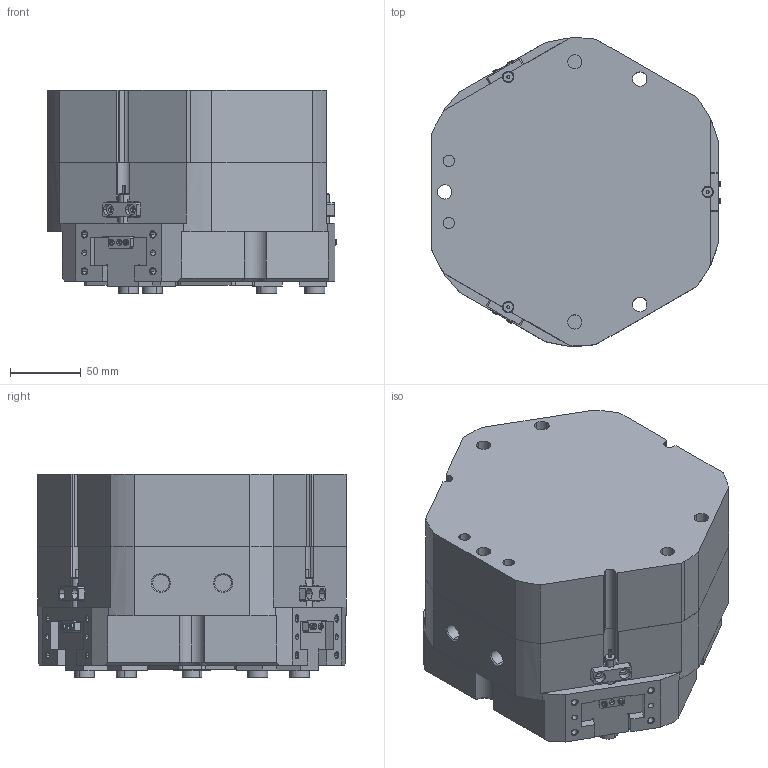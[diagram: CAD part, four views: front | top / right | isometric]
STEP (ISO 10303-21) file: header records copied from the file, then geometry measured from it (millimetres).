
FILE_DESCRIPTION (( 'STEP AP203' ), '1' );
FILE_NAME ('TZ160-218-S-NO.STEP', '2025-01-07T07:06:55', ( 'USER-' ), ( 'Microsoft' ), 'SwSTEP 2.0', 'SolidWorks 2018', '' );
FILE_SCHEMA (( 'CONFIG_CONTROL_DESIGN' ));
Length unit declared in the file: millimetre
Products named in the file (12): TZ160-218-M-06 笢猾啣; M8-30諉輪羲壽; TZ160-218-S-02 賑輸; TZ160-218-S杅耀; 35x18-R3; TZ160-218-S-NO; 14x10-10隅弇杶; TZ160BS-1-03 菁窒晊扥裔; TR300-15-1晚假蚾輸; 埴翐芛蹟佪_GB_FASTENER_SCREWS_HSHCS M2X8-N; 潔擒18-M4羲壽揤极; TZ160-218-M-01 褲极
Assembly tree (29 placements, depth 3):
  TZ160-218-S-NO
    TZ160BS-1-03 菁窒晊扥裔
    TZ160-218-S杅耀
      TZ160-218-M-01 褲极
      TZ160-218-S-02 賑輸  x3
      TZ160-218-M-06 笢猾啣
      14x10-10隅弇杶  x6
      TR300-15-1晚假蚾輸  x3
      潔擒18-M4羲壽揤极  x3
      M8-30諉輪羲壽  x3
      35x18-R3
      埴翐芛蹟佪_GB_FASTENER_SCREWS_HSHCS M2X8-N  x6
Bounding box: 203.8 x 217.99 x 144 mm (x, y, z)
Volume: 4342866 mm3; surface area: 366520.9 mm2
Topology: 28 solids, 54 shells, 1686 faces, 4267 edges, 2653 vertices
Faces by surface type: plane 730, cylinder 448, cone 341, bspline 155, torus 12
Entity records: 44255 total; most frequent: CARTESIAN_POINT 12834, ORIENTED_EDGE 6238, DIRECTION 5893, EDGE_CURVE 3119, VERTEX_POINT 2026, AXIS2_PLACEMENT_3D 1969, VECTOR 1955, LINE 1955
